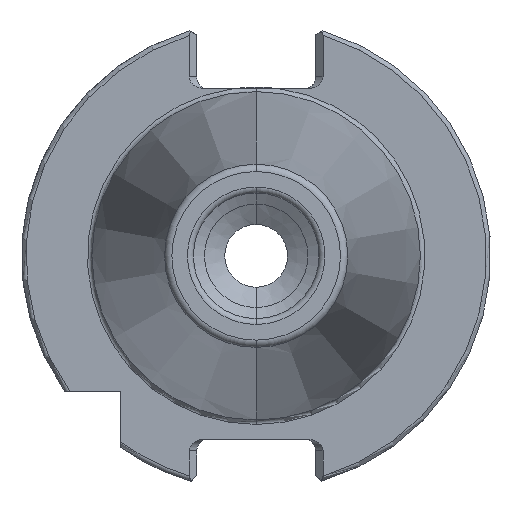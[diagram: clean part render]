
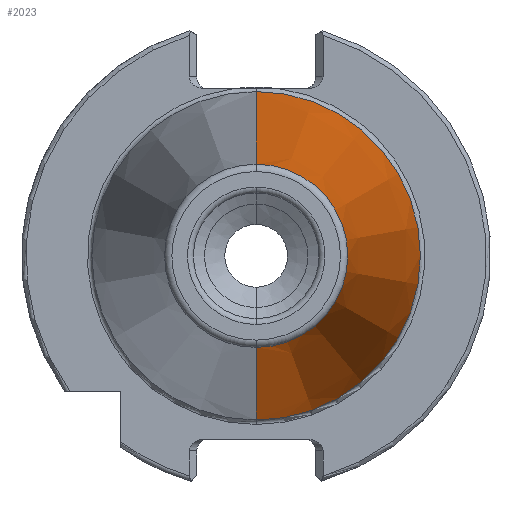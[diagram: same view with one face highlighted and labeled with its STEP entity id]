
A CAD part, left-side view. The second image highlights one B-rep face of the part: STEP entity #2023.
In plain terms, the highlighted conical face has half-angle 8.297 degrees and reference radius 22.225 mm.
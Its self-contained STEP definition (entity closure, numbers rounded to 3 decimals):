
#114 = DIRECTION ( 'NONE',  ( 0., 0., 1. ) ) ;
#136 = DIRECTION ( 'NONE',  ( -1., 0., 0. ) ) ;
#166 = CARTESIAN_POINT ( 'NONE',  ( 0., 0., 0. ) ) ;
#217 = ORIENTED_EDGE ( 'NONE', *, *, #4139, .T. ) ;
#248 = VECTOR ( 'NONE', #2822, 1000. ) ;
#794 = CARTESIAN_POINT ( 'NONE',  ( -67.394, 0., -12.397 ) ) ;
#818 = VERTEX_POINT ( 'NONE', #4104 ) ;
#851 = CARTESIAN_POINT ( 'NONE',  ( -67.394, 0., 0. ) ) ;
#867 = VECTOR ( 'NONE', #2104, 1000. ) ;
#888 = CARTESIAN_POINT ( 'NONE',  ( 0., 0., -22.225 ) ) ;
#985 = EDGE_CURVE ( 'NONE', #2061, #2419, #2079, .T. ) ;
#1146 = VERTEX_POINT ( 'NONE', #794 ) ;
#1265 = CIRCLE ( 'NONE', #1913, 22.225 ) ;
#1458 = CARTESIAN_POINT ( 'NONE',  ( 0., 0., 22.225 ) ) ;
#1627 = CARTESIAN_POINT ( 'NONE',  ( 0., 0., 22.225 ) ) ;
#1649 = AXIS2_PLACEMENT_3D ( 'NONE', #851, #2857, #2024 ) ;
#1698 = ORIENTED_EDGE ( 'NONE', *, *, #985, .F. ) ;
#1714 = EDGE_CURVE ( 'NONE', #1146, #818, #1732, .T. ) ;
#1732 = LINE ( 'NONE', #888, #248 ) ;
#1913 = AXIS2_PLACEMENT_3D ( 'NONE', #166, #136, #114 ) ;
#2023 = ADVANCED_FACE ( 'NONE', ( #5444 ), #3991, .T. ) ;
#2024 = DIRECTION ( 'NONE',  ( 0., 0., 1. ) ) ;
#2061 = VERTEX_POINT ( 'NONE', #4718 ) ;
#2065 = AXIS2_PLACEMENT_3D ( 'NONE', #3455, #5691, #4762 ) ;
#2079 = LINE ( 'NONE', #1627, #867 ) ;
#2104 = DIRECTION ( 'NONE',  ( 0.99, 0., 0.144 ) ) ;
#2109 = CIRCLE ( 'NONE', #1649, 12.397 ) ;
#2222 = EDGE_CURVE ( 'NONE', #1146, #2061, #2109, .T. ) ;
#2419 = VERTEX_POINT ( 'NONE', #1458 ) ;
#2822 = DIRECTION ( 'NONE',  ( 0.99, 0., -0.144 ) ) ;
#2857 = DIRECTION ( 'NONE',  ( -1., 0., 0. ) ) ;
#3331 = EDGE_LOOP ( 'NONE', ( #1698, #5117, #3801, #217 ) ) ;
#3455 = CARTESIAN_POINT ( 'NONE',  ( 0., 0., 0. ) ) ;
#3801 = ORIENTED_EDGE ( 'NONE', *, *, #1714, .T. ) ;
#3991 = CONICAL_SURFACE ( 'NONE', #2065, 22.225, 0.145 ) ;
#4104 = CARTESIAN_POINT ( 'NONE',  ( 0., 0., -22.225 ) ) ;
#4139 = EDGE_CURVE ( 'NONE', #818, #2419, #1265, .T. ) ;
#4718 = CARTESIAN_POINT ( 'NONE',  ( -67.394, 0., 12.397 ) ) ;
#4762 = DIRECTION ( 'NONE',  ( 0., 0., -1. ) ) ;
#5117 = ORIENTED_EDGE ( 'NONE', *, *, #2222, .F. ) ;
#5444 = FACE_OUTER_BOUND ( 'NONE', #3331, .T. ) ;
#5691 = DIRECTION ( 'NONE',  ( 1., 0., 0. ) ) ;
